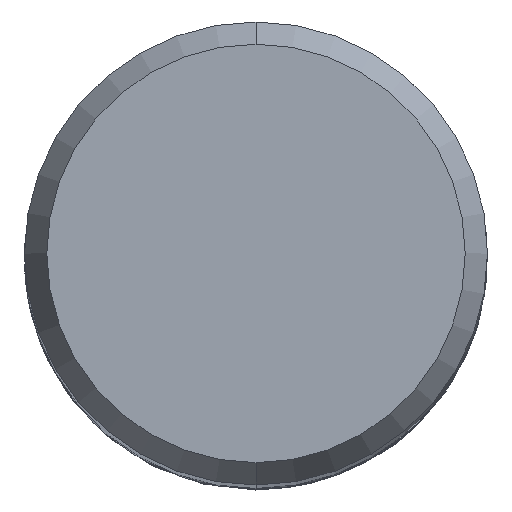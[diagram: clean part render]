
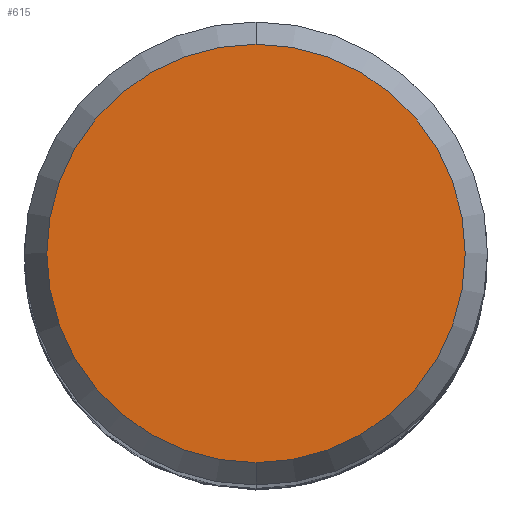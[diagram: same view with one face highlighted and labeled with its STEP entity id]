
A CAD part, top view. The second image highlights one B-rep face of the part: STEP entity #615.
In plain terms, the highlighted planar face has unit normal (0, 0, 1).
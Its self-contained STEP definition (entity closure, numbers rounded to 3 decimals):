
#513=VERTEX_POINT('',#1477);
#615=ADVANCED_FACE('',(#1585),#1586,.T.);
#753=EDGE_CURVE('',#1435,#513,#1735,.T.);
#893=EDGE_CURVE('',#513,#1435,#1893,.T.);
#1435=VERTEX_POINT('',#2483);
#1477=CARTESIAN_POINT('',(0.,-5.423,0.0));
#1585=FACE_OUTER_BOUND('',#4016,.T.);
#1586=PLANE('',#4017);
#1735=CIRCLE('',#5437,5.423);
#1893=CIRCLE('',#7515,5.423);
#2483=CARTESIAN_POINT('',(0.0,5.423,0.0));
#4016=EDGE_LOOP('',(#13841,#13842));
#4017=AXIS2_PLACEMENT_3D('',#13843,#13844,#13845);
#5437=AXIS2_PLACEMENT_3D('',#13973,#13974,#13975);
#7515=AXIS2_PLACEMENT_3D('',#14186,#14187,#14188);
#13841=ORIENTED_EDGE('',*,*,#753,.F.);
#13842=ORIENTED_EDGE('',*,*,#893,.F.);
#13843=CARTESIAN_POINT('',(0.0,2.711,0.0));
#13844=DIRECTION('',(-0.0,0.0,1.0));
#13845=DIRECTION('',(0.0,-1.0,0.0));
#13973=CARTESIAN_POINT('',(0.0,0.0,0.0));
#13974=DIRECTION('',(0.0,0.0,-1.0));
#13975=DIRECTION('',(0.0,1.0,0.0));
#14186=CARTESIAN_POINT('',(0.0,0.0,0.0));
#14187=DIRECTION('',(0.0,0.0,-1.0));
#14188=DIRECTION('',(0.0,1.0,0.0));
